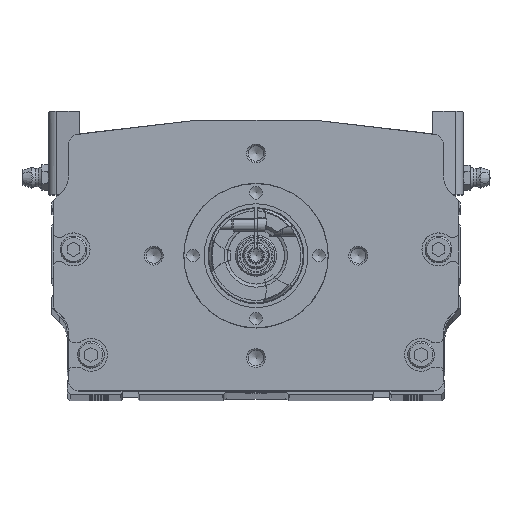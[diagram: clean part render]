
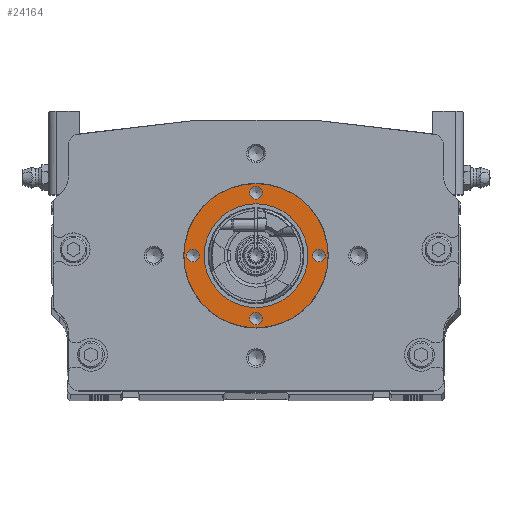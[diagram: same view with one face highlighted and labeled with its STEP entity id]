
A CAD part, top view. The second image highlights one B-rep face of the part: STEP entity #24164.
In plain terms, the highlighted planar face has unit normal (0, 0, 1).
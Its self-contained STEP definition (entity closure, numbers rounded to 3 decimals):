
#1085=CIRCLE('',#25775,16.5);
#1086=CIRCLE('',#25777,22.929);
#1087=CIRCLE('',#25778,2.);
#1088=CIRCLE('',#25779,2.);
#1089=CIRCLE('',#25780,2.);
#1090=CIRCLE('',#25781,2.);
#4079=ORIENTED_EDGE('',*,*,#8921,.F.);
#4080=ORIENTED_EDGE('',*,*,#8922,.F.);
#4081=ORIENTED_EDGE('',*,*,#8923,.T.);
#4082=ORIENTED_EDGE('',*,*,#8924,.T.);
#4083=ORIENTED_EDGE('',*,*,#8925,.T.);
#4084=ORIENTED_EDGE('',*,*,#8920,.T.);
#8920=EDGE_CURVE('',#11458,#11458,#1085,.T.);
#8921=EDGE_CURVE('',#11459,#11459,#1086,.T.);
#8922=EDGE_CURVE('',#11460,#11460,#1087,.F.);
#8923=EDGE_CURVE('',#11461,#11461,#1088,.T.);
#8924=EDGE_CURVE('',#11462,#11462,#1089,.T.);
#8925=EDGE_CURVE('',#11463,#11463,#1090,.T.);
#11458=VERTEX_POINT('',#36197);
#11459=VERTEX_POINT('',#36200);
#11460=VERTEX_POINT('',#36202);
#11461=VERTEX_POINT('',#36204);
#11462=VERTEX_POINT('',#36206);
#11463=VERTEX_POINT('',#36208);
#15893=EDGE_LOOP('',(#4079));
#15894=EDGE_LOOP('',(#4080));
#15895=EDGE_LOOP('',(#4081));
#15896=EDGE_LOOP('',(#4082));
#15897=EDGE_LOOP('',(#4083));
#15898=EDGE_LOOP('',(#4084));
#17460=FACE_BOUND('',#15893,.T.);
#17461=FACE_BOUND('',#15894,.T.);
#17462=FACE_BOUND('',#15895,.T.);
#17463=FACE_BOUND('',#15896,.T.);
#17464=FACE_BOUND('',#15897,.T.);
#17465=FACE_BOUND('',#15898,.T.);
#18886=PLANE('',#25776);
#24164=ADVANCED_FACE('',(#17460,#17461,#17462,#17463,#17464,#17465),#18886,
 .F.);
#25775=AXIS2_PLACEMENT_3D('',#36196,#29586,#29587);
#25776=AXIS2_PLACEMENT_3D('',#36198,#29588,#29589);
#25777=AXIS2_PLACEMENT_3D('',#36199,#29590,#29591);
#25778=AXIS2_PLACEMENT_3D('',#36201,#29592,#29593);
#25779=AXIS2_PLACEMENT_3D('',#36203,#29594,#29595);
#25780=AXIS2_PLACEMENT_3D('',#36205,#29596,#29597);
#25781=AXIS2_PLACEMENT_3D('',#36207,#29598,#29599);
#29586=DIRECTION('',(0.,0.,-1.));
#29587=DIRECTION('',(-1.,0.,0.));
#29588=DIRECTION('',(0.,0.,-1.));
#29589=DIRECTION('',(-1.,0.,0.));
#29590=DIRECTION('',(0.,0.,-1.));
#29591=DIRECTION('',(-1.,0.,0.));
#29592=DIRECTION('',(0.,0.,-1.));
#29593=DIRECTION('',(-1.,0.,0.));
#29594=DIRECTION('',(0.,0.,-1.));
#29595=DIRECTION('',(-1.,0.,0.));
#29596=DIRECTION('',(0.,0.,-1.));
#29597=DIRECTION('',(-1.,0.,0.));
#29598=DIRECTION('',(0.,0.,-1.));
#29599=DIRECTION('',(-1.,0.,0.));
#36196=CARTESIAN_POINT('',(0.,44.,34.));
#36197=CARTESIAN_POINT('',(-16.5,44.,34.));
#36198=CARTESIAN_POINT('',(0.,60.5,34.));
#36199=CARTESIAN_POINT('',(0.,44.,34.));
#36200=CARTESIAN_POINT('',(-22.929,44.,34.));
#36201=CARTESIAN_POINT('',(0.,64.,34.));
#36202=CARTESIAN_POINT('',(-2.,64.,34.));
#36203=CARTESIAN_POINT('',(20.,44.,34.));
#36204=CARTESIAN_POINT('',(18.,44.,34.));
#36205=CARTESIAN_POINT('',(0.,24.,34.));
#36206=CARTESIAN_POINT('',(-2.,24.,34.));
#36207=CARTESIAN_POINT('',(-20.,44.,34.));
#36208=CARTESIAN_POINT('',(-22.,44.,34.));
